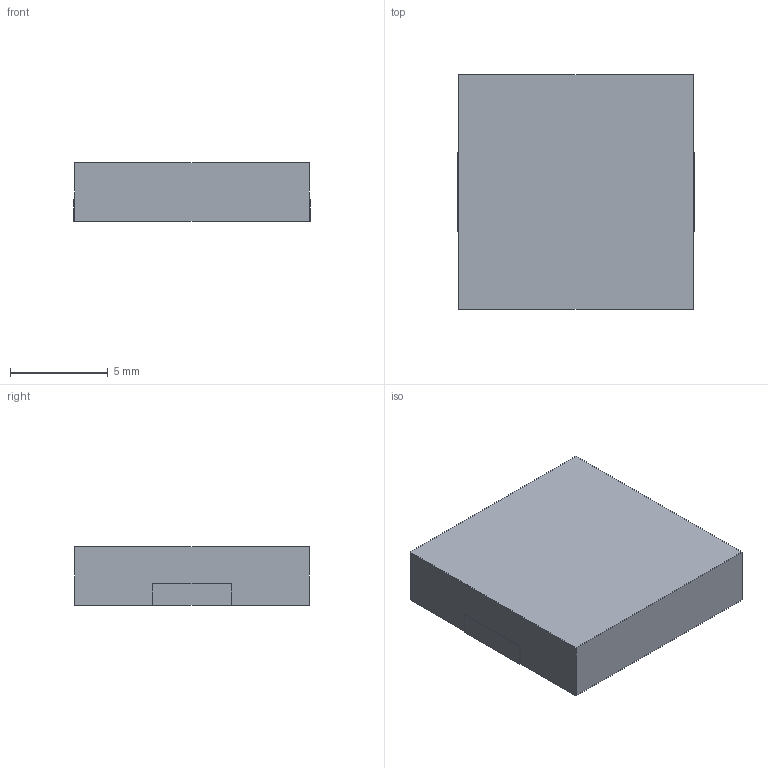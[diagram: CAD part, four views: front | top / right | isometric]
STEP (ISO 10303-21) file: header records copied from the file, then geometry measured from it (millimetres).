
FILE_DESCRIPTION(('FreeCAD Model'),'2;1');
FILE_NAME('Pad001.step','2019-08-03T22:48:22' ,('kicad StepUp'),('ksu MCAD'),'Open CASCADE STEP processor 7.3', 'FreeCAD','Unknown');
FILE_SCHEMA(('AUTOMOTIVE_DESIGN { 1 0 10303 214 1 1 1 1 }'));
Length unit declared in the file: millimetre
Products named in the file (1): Pad001
Bounding box: 12.1 x 12 x 3 mm (x, y, z)
Volume: 432.4 mm3; surface area: 433 mm2
Topology: 1 solids, 1 shells, 18 faces, 44 edges, 28 vertices
Faces by surface type: plane 18
Entity records: 655 total; most frequent: CARTESIAN_POINT 91, ORIENTED_EDGE 88, DIRECTION 82, EDGE_CURVE 44, LINE 44, VECTOR 44, VERTEX_POINT 28, AXIS2_PLACEMENT_3D 19
